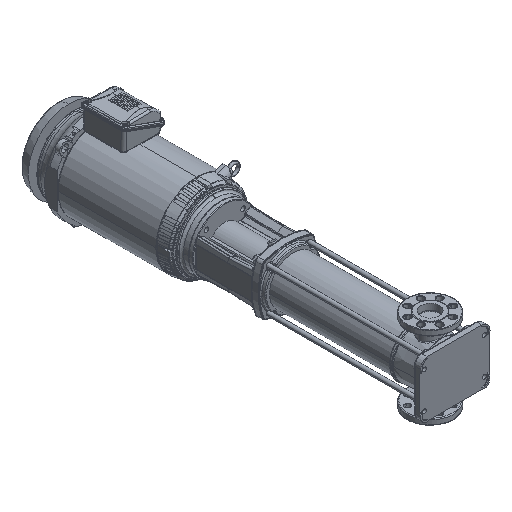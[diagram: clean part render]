
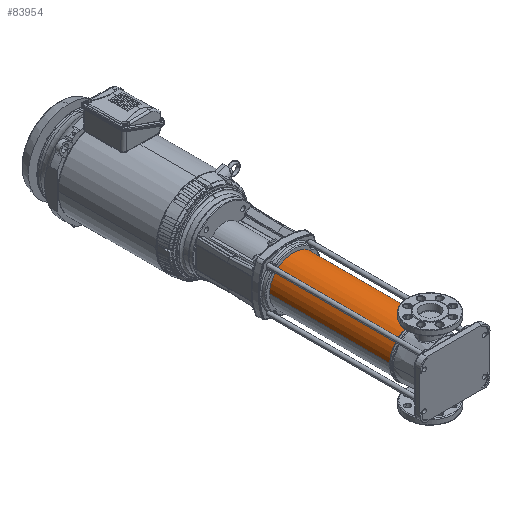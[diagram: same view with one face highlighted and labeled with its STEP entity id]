
A CAD part, isometric view. The second image highlights one B-rep face of the part: STEP entity #83954.
In plain terms, the highlighted cylindrical face has radius 85.35 mm (diameter 170.7 mm), a partial arc.
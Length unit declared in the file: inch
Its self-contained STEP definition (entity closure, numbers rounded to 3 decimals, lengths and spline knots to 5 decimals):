
#4518 = EDGE_CURVE ( 'NONE', #171161, #189250, #238043, .T. ) ;
#4801 = EDGE_LOOP ( 'NONE', ( #152274, #105961, #171201, #207900 ) ) ;
#13212 = DIRECTION ( 'NONE',  ( 0., 0., 1. ) ) ;
#15083 = CIRCLE ( 'NONE', #198730, 3.36024 ) ;
#26338 = CARTESIAN_POINT ( 'NONE',  ( 0., 2.20472, 3.36024 ) ) ;
#30439 = EDGE_CURVE ( 'NONE', #189250, #77205, #75730, .T. ) ;
#39814 = DIRECTION ( 'NONE',  ( 0., 1., 0. ) ) ;
#40086 = EDGE_CURVE ( 'NONE', #71852, #77205, #97275, .T. ) ;
#67065 = FACE_OUTER_BOUND ( 'NONE', #4801, .T. ) ;
#68075 = AXIS2_PLACEMENT_3D ( 'NONE', #86444, #235619, #68088 ) ;
#68088 = DIRECTION ( 'NONE',  ( 0., 0., 1. ) ) ;
#71852 = VERTEX_POINT ( 'NONE', #72335 ) ;
#72335 = CARTESIAN_POINT ( 'NONE',  ( 0., 2.20472, -3.36024 ) ) ;
#75730 = CIRCLE ( 'NONE', #68075, 3.36024 ) ;
#77205 = VERTEX_POINT ( 'NONE', #118199 ) ;
#81527 = CARTESIAN_POINT ( 'NONE',  ( 0., 19.32039, 3.36024 ) ) ;
#83954 = ADVANCED_FACE ( 'NONE', ( #67065 ), #120898, .T. ) ;
#86444 = CARTESIAN_POINT ( 'NONE',  ( 0., 19.32039, 0. ) ) ;
#91998 = AXIS2_PLACEMENT_3D ( 'NONE', #180753, #195482, #13212 ) ;
#94864 = CARTESIAN_POINT ( 'NONE',  ( 0., 1.70079, -3.36024 ) ) ;
#97275 = LINE ( 'NONE', #94864, #114177 ) ;
#105961 = ORIENTED_EDGE ( 'NONE', *, *, #235538, .T. ) ;
#114177 = VECTOR ( 'NONE', #39814, 39.37008 ) ;
#118199 = CARTESIAN_POINT ( 'NONE',  ( 0., 19.32039, -3.36024 ) ) ;
#120898 = CYLINDRICAL_SURFACE ( 'NONE', #91998, 3.36024 ) ;
#127974 = CARTESIAN_POINT ( 'NONE',  ( 0., 1.70079, 3.36024 ) ) ;
#152136 = DIRECTION ( 'NONE',  ( 0., 1., 0. ) ) ;
#152274 = ORIENTED_EDGE ( 'NONE', *, *, #40086, .F. ) ;
#169266 = DIRECTION ( 'NONE',  ( 0., 0., 1. ) ) ;
#171161 = VERTEX_POINT ( 'NONE', #26338 ) ;
#171201 = ORIENTED_EDGE ( 'NONE', *, *, #4518, .T. ) ;
#180753 = CARTESIAN_POINT ( 'NONE',  ( 0., 1.70079, 0. ) ) ;
#189250 = VERTEX_POINT ( 'NONE', #81527 ) ;
#193680 = CARTESIAN_POINT ( 'NONE',  ( 0., 2.20472, 0. ) ) ;
#195482 = DIRECTION ( 'NONE',  ( 0., 1., 0. ) ) ;
#198730 = AXIS2_PLACEMENT_3D ( 'NONE', #193680, #152136, #169266 ) ;
#200169 = DIRECTION ( 'NONE',  ( 0., 1., 0. ) ) ;
#207900 = ORIENTED_EDGE ( 'NONE', *, *, #30439, .T. ) ;
#213529 = VECTOR ( 'NONE', #200169, 39.37008 ) ;
#235538 = EDGE_CURVE ( 'NONE', #71852, #171161, #15083, .T. ) ;
#235619 = DIRECTION ( 'NONE',  ( 0., -1., 0. ) ) ;
#238043 = LINE ( 'NONE', #127974, #213529 ) ;
